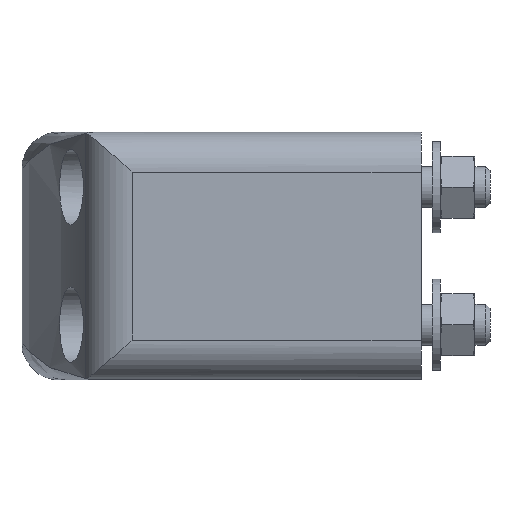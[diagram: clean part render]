
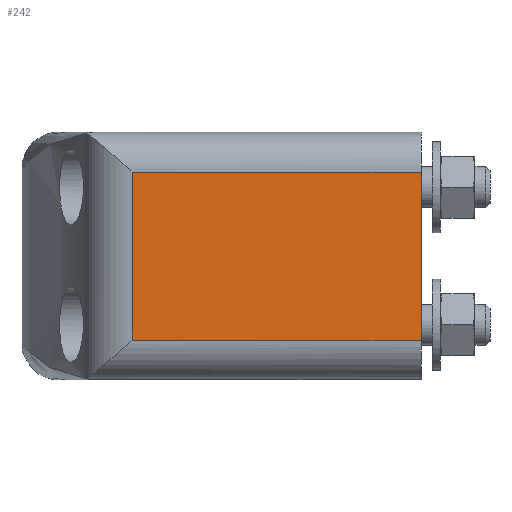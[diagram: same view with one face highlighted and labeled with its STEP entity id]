
A CAD part, left-side view. The second image highlights one B-rep face of the part: STEP entity #242.
In plain terms, the highlighted planar face has unit normal (-1, 0, 0).
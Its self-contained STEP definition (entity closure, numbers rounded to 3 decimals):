
#242 = ADVANCED_FACE( '', ( #557 ), #558, .F. );
#557 = FACE_OUTER_BOUND( '', #942, .T. );
#558 = PLANE( '', #943 );
#942 = EDGE_LOOP( '', ( #1594, #1595, #1596, #1597 ) );
#943 = AXIS2_PLACEMENT_3D( '', #1598, #1599, #1600 );
#1594 = ORIENTED_EDGE( '', *, *, #2297, .F. );
#1595 = ORIENTED_EDGE( '', *, *, #2441, .F. );
#1596 = ORIENTED_EDGE( '', *, *, #2442, .T. );
#1597 = ORIENTED_EDGE( '', *, *, #2443, .T. );
#1598 = CARTESIAN_POINT( '', ( 0., 41.991, 18. ) );
#1599 = DIRECTION( '', ( 1., 0., 0. ) );
#1600 = DIRECTION( '', ( 0., 0., -1. ) );
#2297 = EDGE_CURVE( '', #2766, #2768, #2769, .T. );
#2441 = EDGE_CURVE( '', #2994, #2766, #2995, .T. );
#2442 = EDGE_CURVE( '', #2994, #2996, #2997, .T. );
#2443 = EDGE_CURVE( '', #2996, #2768, #2998, .T. );
#2766 = VERTEX_POINT( '', #3521 );
#2768 = VERTEX_POINT( '', #3523 );
#2769 = LINE( '', #3524, #3525 );
#2994 = VERTEX_POINT( '', #3946 );
#2995 = LINE( '', #3947, #3948 );
#2996 = VERTEX_POINT( '', #3949 );
#2997 = LINE( '', #3950, #3951 );
#2998 = LINE( '', #3952, #3953 );
#3521 = CARTESIAN_POINT( '', ( 0., 0., 12.2 ) );
#3523 = CARTESIAN_POINT( '', ( 0., 0., -12.21 ) );
#3524 = CARTESIAN_POINT( '', ( 0., 0., 18. ) );
#3525 = VECTOR( '', #4636, 1000. );
#3946 = CARTESIAN_POINT( '', ( 0., 41.991, 12.2 ) );
#3947 = CARTESIAN_POINT( '', ( 0., 58., 12.2 ) );
#3948 = VECTOR( '', #4803, 1000. );
#3949 = CARTESIAN_POINT( '', ( 0., 41.991, -12.21 ) );
#3950 = CARTESIAN_POINT( '', ( 0., 41.991, 18. ) );
#3951 = VECTOR( '', #4804, 1000. );
#3952 = CARTESIAN_POINT( '', ( 0., 58., -12.21 ) );
#3953 = VECTOR( '', #4805, 1000. );
#4636 = DIRECTION( '', ( 0., 0., -1. ) );
#4803 = DIRECTION( '', ( 0., -1., 0. ) );
#4804 = DIRECTION( '', ( 0., 0., -1. ) );
#4805 = DIRECTION( '', ( 0., -1., 0. ) );
